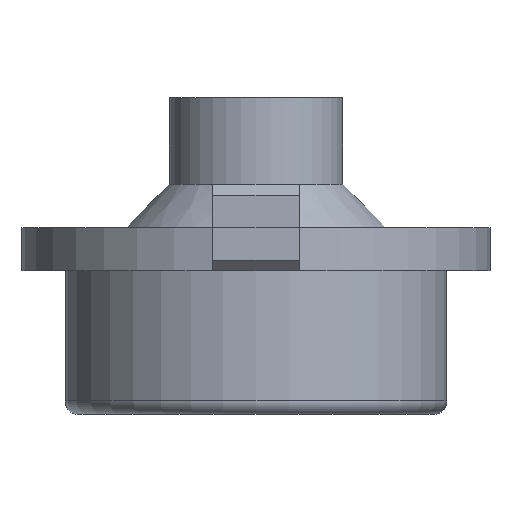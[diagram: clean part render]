
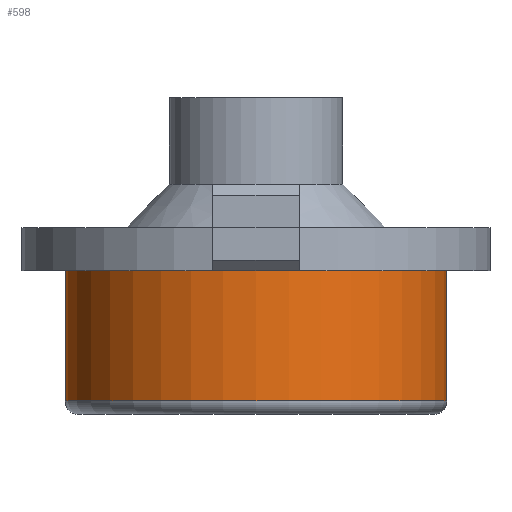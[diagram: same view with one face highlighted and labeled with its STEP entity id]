
A CAD part, front view. The second image highlights one B-rep face of the part: STEP entity #598.
In plain terms, the highlighted cylindrical face has radius 4.4 mm (diameter 8.8 mm), a full revolution.
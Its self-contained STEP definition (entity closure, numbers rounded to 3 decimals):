
#397 = EDGE_CURVE('',#398,#398,#400,.T.);
#398 = VERTEX_POINT('',#399);
#399 = CARTESIAN_POINT('',(16.,5.4,-8.));
#400 = CIRCLE('',#401,4.4);
#401 = AXIS2_PLACEMENT_3D('',#402,#403,#404);
#402 = CARTESIAN_POINT('',(16.,1.,-8.));
#403 = DIRECTION('',(0.,0.,1.));
#404 = DIRECTION('',(0.,1.,0.));
#598 = ADVANCED_FACE('',(#599),#618,.T.);
#599 = FACE_BOUND('',#600,.T.);
#600 = EDGE_LOOP('',(#601,#610,#616,#617));
#601 = ORIENTED_EDGE('',*,*,#602,.T.);
#602 = EDGE_CURVE('',#603,#603,#605,.T.);
#603 = VERTEX_POINT('',#604);
#604 = CARTESIAN_POINT('',(16.,5.4,-11.));
#605 = CIRCLE('',#606,4.4);
#606 = AXIS2_PLACEMENT_3D('',#607,#608,#609);
#607 = CARTESIAN_POINT('',(16.,1.,-11.));
#608 = DIRECTION('',(0.,0.,1.));
#609 = DIRECTION('',(0.,1.,0.));
#610 = ORIENTED_EDGE('',*,*,#611,.T.);
#611 = EDGE_CURVE('',#603,#398,#612,.T.);
#612 = LINE('',#613,#614);
#613 = CARTESIAN_POINT('',(16.,5.4,-11.));
#614 = VECTOR('',#615,1.);
#615 = DIRECTION('',(0.,0.,1.));
#616 = ORIENTED_EDGE('',*,*,#397,.F.);
#617 = ORIENTED_EDGE('',*,*,#611,.F.);
#618 = CYLINDRICAL_SURFACE('',#619,4.4);
#619 = AXIS2_PLACEMENT_3D('',#620,#621,#622);
#620 = CARTESIAN_POINT('',(16.,1.,-11.));
#621 = DIRECTION('',(0.,0.,1.));
#622 = DIRECTION('',(0.,1.,0.));
